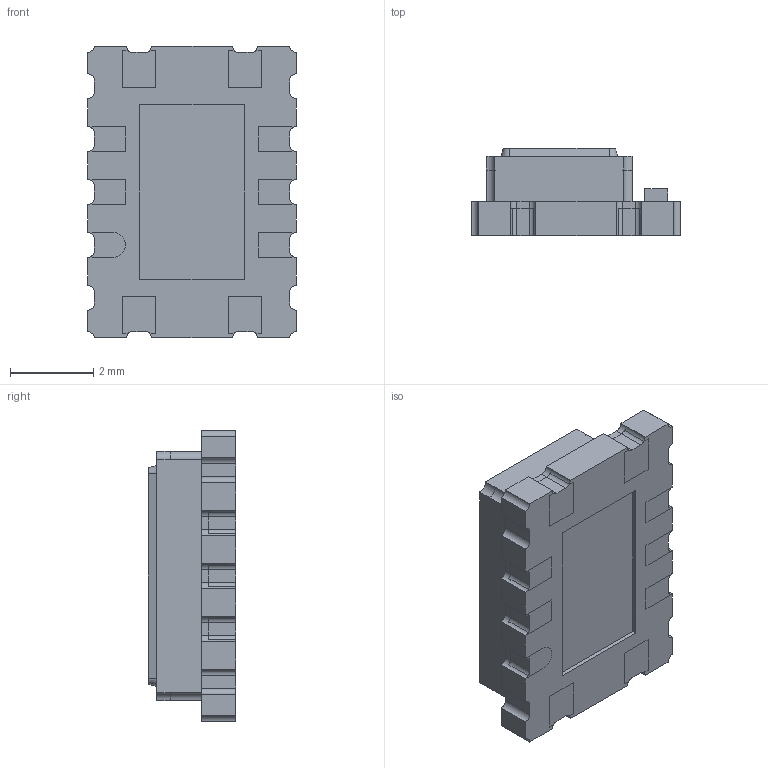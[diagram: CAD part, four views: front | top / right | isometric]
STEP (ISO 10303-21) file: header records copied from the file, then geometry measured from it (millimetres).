
FILE_DESCRIPTION (( 'STEP AP214' ), '1' );
FILE_NAME ('TSETALJANF-16.000000.STEP', '2021-01-20T16:42:55', ( '' ), ( '' ), 'SwSTEP 2.0', 'SolidWorks 2017', '' );
FILE_SCHEMA (( 'AUTOMOTIVE_DESIGN' ));
Length unit declared in the file: millimetre
Products named in the file (1): TSETALJANF-16.000000
Bounding box: 5 x 2.1 x 7 mm (x, y, z)
Volume: 52.7 mm3; surface area: 312.4 mm2
Topology: 27 solids, 27 shells, 389 faces, 991 edges, 658 vertices
Faces by surface type: plane 314, cylinder 71, cone 4
Entity records: 11919 total; most frequent: CARTESIAN_POINT 2039, ORIENTED_EDGE 1982, DIRECTION 1941, EDGE_CURVE 991, LINE 821, VECTOR 821, VERTEX_POINT 658, AXIS2_PLACEMENT_3D 560
